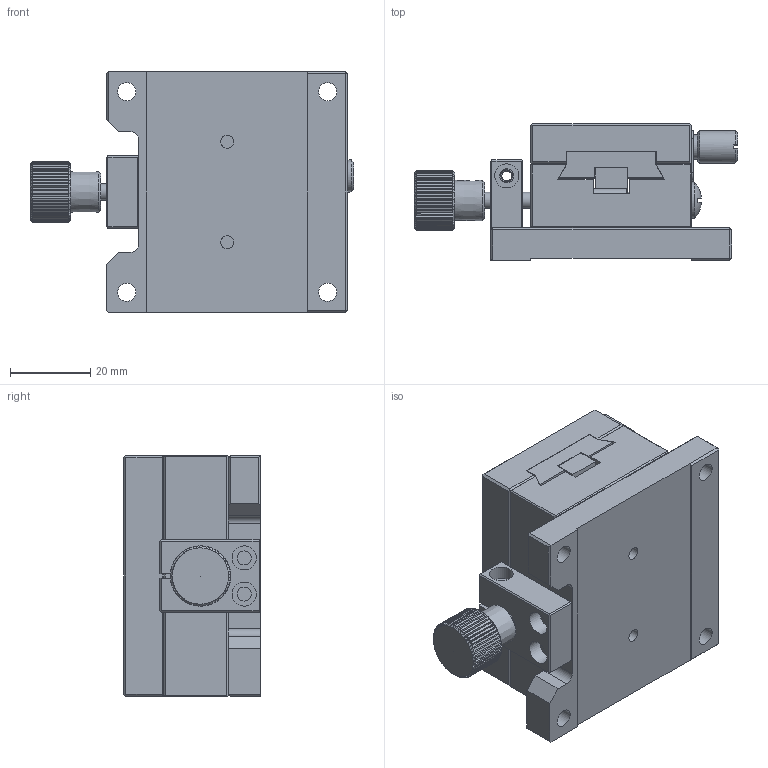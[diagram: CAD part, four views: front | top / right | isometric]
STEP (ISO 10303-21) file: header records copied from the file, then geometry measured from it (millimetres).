
FILE_DESCRIPTION (( 'STEP AP203' ), '1' );
FILE_NAME ('528720.STEP', '2024-10-14T07:41:38', ( 'Windows User' ), ( 'P R C' ), 'SwSTEP 2.0', 'SolidWorks 2020', '' );
FILE_SCHEMA (( 'CONFIG_CONTROL_DESIGN' ));
Length unit declared in the file: millimetre
Products named in the file (1): 528720
Bounding box: 80.51 x 34 x 60 mm (x, y, z)
Volume: 89815.2 mm3; surface area: 37360.1 mm2
Topology: 6 solids, 8 shells, 528 faces, 1263 edges, 792 vertices
Faces by surface type: plane 302, cone 156, cylinder 68, torus 1, bspline 1
Full cylindrical faces by diameter (mm): 1.567 x2, 2.013 x4, 2.2 x2, 2.459 x3, 2.8 x4, 3 x1, 3.242 x8, 3.5 x3, 4 x3, 4.2 x2, 4.5 x4, 5 x4, 5.83 x1, 6 x6, 6.5 x1, 7 x1, 8 x8, 9 x1, 9.2 x1
Entity records: 15670 total; most frequent: CARTESIAN_POINT 4495, ORIENTED_EDGE 2254, DIRECTION 2151, EDGE_CURVE 1127, AXIS2_PLACEMENT_3D 856, VERTEX_POINT 761, EDGE_LOOP 708, FACE_OUTER_BOUND 588
